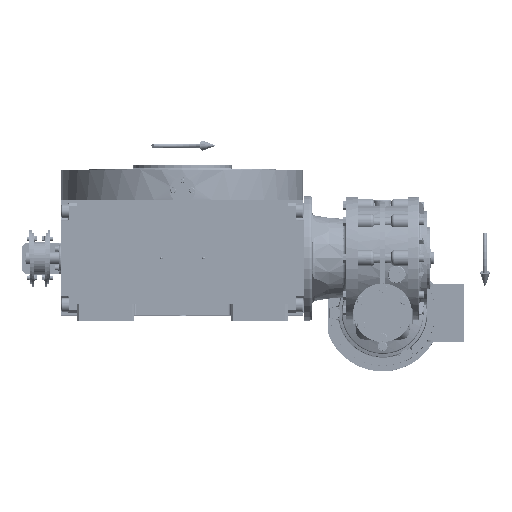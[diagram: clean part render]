
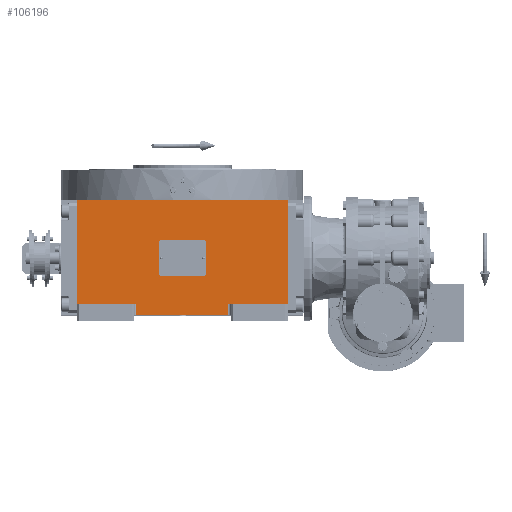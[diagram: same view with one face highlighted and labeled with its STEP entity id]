
A CAD part, top view. The second image highlights one B-rep face of the part: STEP entity #106196.
In plain terms, the highlighted planar face has unit normal (0, 0, 1).
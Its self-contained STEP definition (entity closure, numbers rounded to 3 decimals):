
#3229 = VECTOR ( 'NONE', #102345, 1000. ) ;
#3581 = LINE ( 'NONE', #32623, #106427 ) ;
#13919 = EDGE_CURVE ( 'NONE', #142339, #156587, #61638, .T. ) ;
#15291 = VERTEX_POINT ( 'NONE', #26839 ) ;
#21250 = CARTESIAN_POINT ( 'NONE',  ( -135., -59., 226. ) ) ;
#26839 = CARTESIAN_POINT ( 'NONE',  ( 59., -59., 226. ) ) ;
#27137 = VECTOR ( 'NONE', #156813, 1000. ) ;
#29251 = LINE ( 'NONE', #86402, #3229 ) ;
#32623 = CARTESIAN_POINT ( 'NONE',  ( -135., 75., 226. ) ) ;
#34198 = DIRECTION ( 'NONE',  ( 0., 1., 0. ) ) ;
#35590 = FACE_OUTER_BOUND ( 'NONE', #151261, .T. ) ;
#35629 = CARTESIAN_POINT ( 'NONE',  ( -135., -59., 226. ) ) ;
#37431 = PLANE ( 'NONE',  #79507 ) ;
#40697 = EDGE_CURVE ( 'NONE', #142339, #117734, #29251, .T. ) ;
#41929 = CARTESIAN_POINT ( 'NONE',  ( -59., -59., 226. ) ) ;
#44513 = VECTOR ( 'NONE', #84640, 1000. ) ;
#51995 = VERTEX_POINT ( 'NONE', #179500 ) ;
#58035 = DIRECTION ( 'NONE',  ( 1., 0., 0. ) ) ;
#60023 = LINE ( 'NONE', #117183, #158674 ) ;
#61638 = LINE ( 'NONE', #21250, #171649 ) ;
#61939 = CARTESIAN_POINT ( 'NONE',  ( -135., 75., 226. ) ) ;
#77730 = EDGE_CURVE ( 'NONE', #156587, #148537, #3581, .T. ) ;
#79507 = AXIS2_PLACEMENT_3D ( 'NONE', #178882, #150781, #94601 ) ;
#83560 = ORIENTED_EDGE ( 'NONE', *, *, #40697, .T. ) ;
#83888 = CARTESIAN_POINT ( 'NONE',  ( 59., -73., 226. ) ) ;
#84640 = DIRECTION ( 'NONE',  ( 1., 0., 0. ) ) ;
#86402 = CARTESIAN_POINT ( 'NONE',  ( -135., -59., 226. ) ) ;
#87098 = CARTESIAN_POINT ( 'NONE',  ( 135., -59., 226. ) ) ;
#88023 = DIRECTION ( 'NONE',  ( 0., 1., 0. ) ) ;
#88943 = LINE ( 'NONE', #87098, #145103 ) ;
#89027 = DIRECTION ( 'NONE',  ( 0., -1., 0. ) ) ;
#92995 = ORIENTED_EDGE ( 'NONE', *, *, #145502, .T. ) ;
#94601 = DIRECTION ( 'NONE',  ( 1., 0., 0. ) ) ;
#97898 = EDGE_CURVE ( 'NONE', #15291, #129125, #60023, .T. ) ;
#99010 = EDGE_CURVE ( 'NONE', #51995, #129125, #143680, .T. ) ;
#101534 = VERTEX_POINT ( 'NONE', #122019 ) ;
#102345 = DIRECTION ( 'NONE',  ( 1., 0., 0. ) ) ;
#102462 = CARTESIAN_POINT ( 'NONE',  ( -59., -73., 226. ) ) ;
#106196 = ADVANCED_FACE ( 'NONE', ( #35590 ), #37431, .T. ) ;
#106427 = VECTOR ( 'NONE', #58035, 1000. ) ;
#107301 = ORIENTED_EDGE ( 'NONE', *, *, #99010, .T. ) ;
#111425 = VECTOR ( 'NONE', #34198, 1000. ) ;
#111479 = ORIENTED_EDGE ( 'NONE', *, *, #141292, .F. ) ;
#117183 = CARTESIAN_POINT ( 'NONE',  ( 59., -59., 226. ) ) ;
#117654 = CARTESIAN_POINT ( 'NONE',  ( -59., -73., 226. ) ) ;
#117734 = VERTEX_POINT ( 'NONE', #41929 ) ;
#122019 = CARTESIAN_POINT ( 'NONE',  ( 135., -59., 226. ) ) ;
#123268 = CARTESIAN_POINT ( 'NONE',  ( 135., 75., 226. ) ) ;
#123349 = ORIENTED_EDGE ( 'NONE', *, *, #130517, .T. ) ;
#123949 = ORIENTED_EDGE ( 'NONE', *, *, #77730, .F. ) ;
#129125 = VERTEX_POINT ( 'NONE', #83888 ) ;
#130517 = EDGE_CURVE ( 'NONE', #15291, #101534, #183956, .T. ) ;
#141292 = EDGE_CURVE ( 'NONE', #51995, #117734, #162542, .T. ) ;
#142339 = VERTEX_POINT ( 'NONE', #35629 ) ;
#143680 = LINE ( 'NONE', #102462, #27137 ) ;
#145103 = VECTOR ( 'NONE', #88023, 1000. ) ;
#145502 = EDGE_CURVE ( 'NONE', #101534, #148537, #88943, .T. ) ;
#148537 = VERTEX_POINT ( 'NONE', #123268 ) ;
#150781 = DIRECTION ( 'NONE',  ( 0., 0., 1. ) ) ;
#151261 = EDGE_LOOP ( 'NONE', ( #107301, #175913, #123349, #92995, #123949, #155577, #83560, #111479 ) ) ;
#155577 = ORIENTED_EDGE ( 'NONE', *, *, #13919, .F. ) ;
#155866 = CARTESIAN_POINT ( 'NONE',  ( 59., -59., 226. ) ) ;
#156587 = VERTEX_POINT ( 'NONE', #61939 ) ;
#156813 = DIRECTION ( 'NONE',  ( 1., 0., 0. ) ) ;
#158674 = VECTOR ( 'NONE', #89027, 1000. ) ;
#162542 = LINE ( 'NONE', #117654, #111425 ) ;
#171649 = VECTOR ( 'NONE', #175899, 1000. ) ;
#175899 = DIRECTION ( 'NONE',  ( 0., 1., 0. ) ) ;
#175913 = ORIENTED_EDGE ( 'NONE', *, *, #97898, .F. ) ;
#178882 = CARTESIAN_POINT ( 'NONE',  ( -135., -73., 226. ) ) ;
#179500 = CARTESIAN_POINT ( 'NONE',  ( -59., -73., 226. ) ) ;
#183956 = LINE ( 'NONE', #155866, #44513 ) ;
